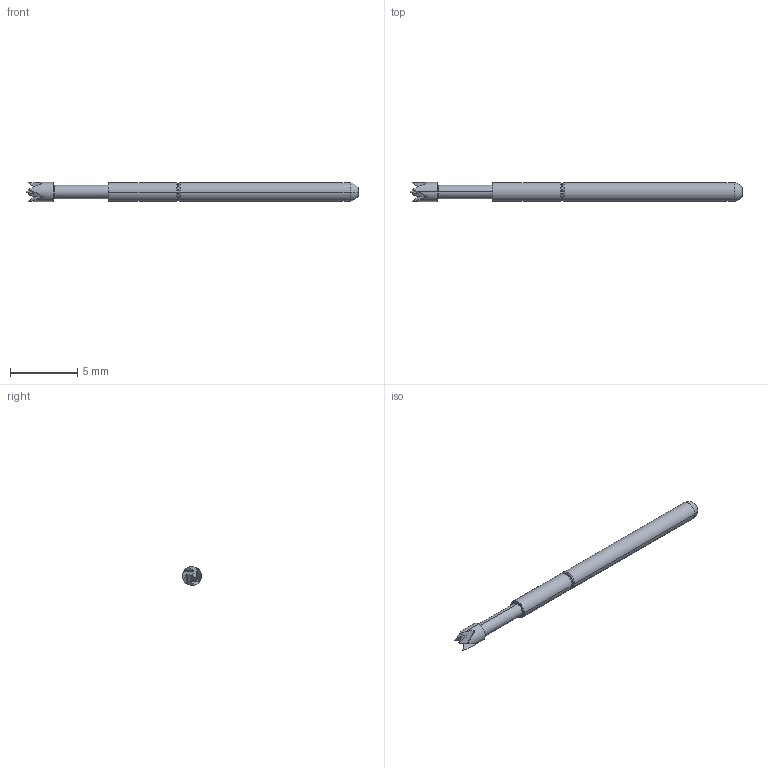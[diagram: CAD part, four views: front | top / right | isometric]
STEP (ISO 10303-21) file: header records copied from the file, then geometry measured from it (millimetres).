
FILE_DESCRIPTION (( 'STEP AP214' ), '1' );
FILE_NAME ('100-PL_1605_.STEP', '2016-05-10T14:44:22', ( 'spare' ), ( '' ), 'SwSTEP 2.0', 'SolidWorks 2016', '' );
FILE_SCHEMA (( 'AUTOMOTIVE_DESIGN' ));
Length unit declared in the file: inch
Products named in the file (1): 100-PL_1605_
Bounding box: 24.64 x 1.41 x 1.41 mm (x, y, z)
Volume: 32.3 mm3; surface area: 104.3 mm2
Topology: 1 solids, 1 shells, 43 faces, 106 edges, 66 vertices
Faces by surface type: cone 14, cylinder 14, torus 8, plane 5, sphere 2
Entity records: 1901 total; most frequent: CARTESIAN_POINT 316, DIRECTION 216, ORIENTED_EDGE 204, EDGE_CURVE 102, AXIS2_PLACEMENT_3D 100, VERTEX_POINT 64, CIRCLE 56, UNCERTAINTY_MEASURE_WITH_UNIT 46
